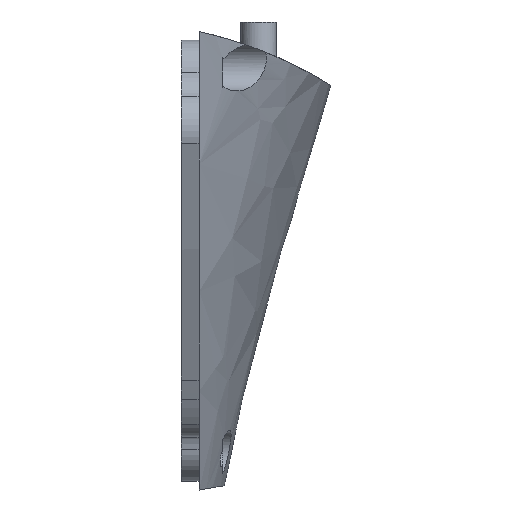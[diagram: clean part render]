
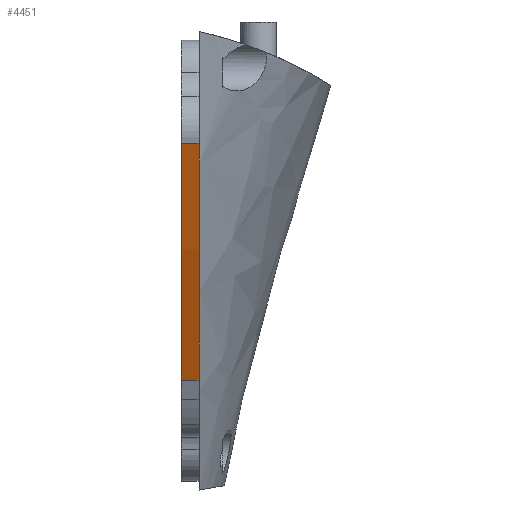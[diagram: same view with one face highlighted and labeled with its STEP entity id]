
A CAD part, front view. The second image highlights one B-rep face of the part: STEP entity #4451.
In plain terms, the highlighted free-form (B-spline) face has degree [3, 1] with [8, 2] control points.
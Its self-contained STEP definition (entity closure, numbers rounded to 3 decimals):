
#32 = ORIENTED_EDGE ( 'NONE', *, *, #231, .F. ) ;
#37 = CARTESIAN_POINT ( 'NONE',  ( 12., -27.398, -58.584 ) ) ;
#231 = EDGE_CURVE ( 'NONE', #3635, #3566, #882, .T. ) ;
#370 = CARTESIAN_POINT ( 'NONE',  ( 12., -42.383, -23.868 ) ) ;
#416 = VECTOR ( 'NONE', #2117, 1000. ) ;
#489 = CARTESIAN_POINT ( 'NONE',  ( 12., -35.629, -40.687 ) ) ;
#556 = CARTESIAN_POINT ( 'NONE',  ( 12., -36.419, -38.868 ) ) ;
#678 = CARTESIAN_POINT ( 'NONE',  ( 15., -43.553, -20.445 ) ) ;
#719 = EDGE_CURVE ( 'NONE', #2588, #3822, #1565, .T. ) ;
#724 = CARTESIAN_POINT ( 'NONE',  ( 15., -29.702, -53.823 ) ) ;
#776 = CARTESIAN_POINT ( 'NONE',  ( 12., -31.191, -50.556 ) ) ;
#793 = CARTESIAN_POINT ( 'NONE',  ( 12., -31.125, -50.698 ) ) ;
#839 = ORIENTED_EDGE ( 'NONE', *, *, #4310, .F. ) ;
#859 = CARTESIAN_POINT ( 'NONE',  ( 12., -39.536, -31.311 ) ) ;
#875 = CARTESIAN_POINT ( 'NONE',  ( 12., -35.046, -42.023 ) ) ;
#882 = LINE ( 'NONE', #3655, #416 ) ;
#908 = CARTESIAN_POINT ( 'NONE',  ( 12., -41.166, -27.169 ) ) ;
#1037 = CARTESIAN_POINT ( 'NONE',  ( 15., -37.091, -37.321 ) ) ;
#1107 = CARTESIAN_POINT ( 'NONE',  ( 12., -26.552, -60.333 ) ) ;
#1165 = CARTESIAN_POINT ( 'NONE',  ( 12., -34.429, -43.424 ) ) ;
#1207 = CARTESIAN_POINT ( 'NONE',  ( 12., -39.789, -30.671 ) ) ;
#1213 = CARTESIAN_POINT ( 'NONE',  ( 12., -43.553, -20.445 ) ) ;
#1239 = CARTESIAN_POINT ( 'NONE',  ( 12., -38.695, -33.412 ) ) ;
#1397 = B_SPLINE_CURVE_WITH_KNOTS ( 'NONE', 3,
 ( #3415, #37, #3799, #4544, #3057, #4474, #2610, #793, #3437, #1491, #776, #4108, #3387, #1512, #1165, #875, #4577, #3109, #2328, #4593, #489, #3888, #2759, #556, #3144, #1239, #3075, #859, #2727, #3506, #4271, #1207, #1964, #3871, #908, #3815, #1584 ),
 .UNSPECIFIED., .F., .F.,
 ( 4, 1, 1, 1, 1, 1, 1, 1, 2, 2, 1, 1, 1, 1, 1, 1, 1, 2, 2, 1, 1, 1, 1, 1, 1, 1, 2, 2, 4 ),
 ( 0., 0.125, 0.187, 0.219, 0.234, 0.242, 0.246, 0.248, 0.249, 0.25, 0.375, 0.437, 0.469, 0.484, 0.492, 0.496, 0.498, 0.499, 0.5, 0.625, 0.687, 0.719, 0.734, 0.742, 0.746, 0.748, 0.749, 0.75, 1. ),
 .UNSPECIFIED. ) ;
#1442 = CARTESIAN_POINT ( 'NONE',  ( 12., -32.769, -47.272 ) ) ;
#1454 = CARTESIAN_POINT ( 'NONE',  ( 15., -26.552, -60.333 ) ) ;
#1491 = CARTESIAN_POINT ( 'NONE',  ( 12., -31.18, -50.579 ) ) ;
#1512 = CARTESIAN_POINT ( 'NONE',  ( 12., -33.157, -46.276 ) ) ;
#1565 = LINE ( 'NONE', #3869, #2836 ) ;
#1584 = CARTESIAN_POINT ( 'NONE',  ( 12., -43.553, -20.445 ) ) ;
#1804 = CARTESIAN_POINT ( 'NONE',  ( 15., -29.702, -53.823 ) ) ;
#1867 = CARTESIAN_POINT ( 'NONE',  ( 15., -42.383, -23.868 ) ) ;
#1964 = CARTESIAN_POINT ( 'NONE',  ( 12., -39.798, -30.647 ) ) ;
#2024 = EDGE_CURVE ( 'NONE', #3635, #2588, #2392, .T. ) ;
#2108 = CARTESIAN_POINT ( 'NONE',  ( 15., -26.552, -60.333 ) ) ;
#2117 = DIRECTION ( 'NONE',  ( -1., 0., 0. ) ) ;
#2198 = CARTESIAN_POINT ( 'NONE',  ( 15., -38.485, -33.985 ) ) ;
#2227 = CARTESIAN_POINT ( 'NONE',  ( 12., -43.553, -20.445 ) ) ;
#2328 = CARTESIAN_POINT ( 'NONE',  ( 12., -35.575, -40.81 ) ) ;
#2392 = B_SPLINE_CURVE_WITH_KNOTS ( 'NONE', 3,
 ( #2108, #1804, #2909, #1037, #3269, #4423, #3641, #4722 ),
 .UNSPECIFIED., .F., .F.,
 ( 4, 2, 2, 4 ),
 ( 0., 0.5, 0.75, 1. ),
 .UNSPECIFIED. ) ;
#2568 = CARTESIAN_POINT ( 'NONE',  ( 15., -41.131, -27.259 ) ) ;
#2588 = VERTEX_POINT ( 'NONE', #678 ) ;
#2610 = CARTESIAN_POINT ( 'NONE',  ( 12., -31.048, -50.865 ) ) ;
#2704 = CARTESIAN_POINT ( 'NONE',  ( 12., -26.552, -60.333 ) ) ;
#2727 = CARTESIAN_POINT ( 'NONE',  ( 12., -39.672, -30.966 ) ) ;
#2759 = CARTESIAN_POINT ( 'NONE',  ( 12., -35.644, -40.652 ) ) ;
#2808 = B_SPLINE_SURFACE_WITH_KNOTS ( 'NONE', 3, 1, ( 
 ( #1454, #1107 ),
 ( #724, #4075 ),
 ( #3346, #1442 ),
 ( #4441, #3727 ),
 ( #2198, #4103 ),
 ( #2568, #4812 ),
 ( #1867, #370 ),
 ( #2980, #2227 ) ),
 .UNSPECIFIED., .F., .F., .F.,
 ( 4, 2, 2, 4 ),
 ( 2, 2 ),
 ( 0., 0.5, 0.75, 1. ),
 ( 0., 1. ),
 .UNSPECIFIED. ) ;
#2836 = VECTOR ( 'NONE', #4246, 1000. ) ;
#2880 = ORIENTED_EDGE ( 'NONE', *, *, #719, .T. ) ;
#2909 = CARTESIAN_POINT ( 'NONE',  ( 15., -32.769, -47.272 ) ) ;
#2941 = FACE_OUTER_BOUND ( 'NONE', #4273, .T. ) ;
#2980 = CARTESIAN_POINT ( 'NONE',  ( 15., -43.553, -20.445 ) ) ;
#3057 = CARTESIAN_POINT ( 'NONE',  ( 12., -30.579, -51.873 ) ) ;
#3075 = CARTESIAN_POINT ( 'NONE',  ( 12., -39.26, -32.006 ) ) ;
#3109 = CARTESIAN_POINT ( 'NONE',  ( 12., -35.5, -40.982 ) ) ;
#3144 = CARTESIAN_POINT ( 'NONE',  ( 12., -37.515, -36.289 ) ) ;
#3269 = CARTESIAN_POINT ( 'NONE',  ( 15., -38.485, -33.985 ) ) ;
#3346 = CARTESIAN_POINT ( 'NONE',  ( 15., -32.769, -47.272 ) ) ;
#3387 = CARTESIAN_POINT ( 'NONE',  ( 12., -32.001, -48.807 ) ) ;
#3415 = CARTESIAN_POINT ( 'NONE',  ( 12., -26.552, -60.333 ) ) ;
#3437 = CARTESIAN_POINT ( 'NONE',  ( 12., -31.163, -50.615 ) ) ;
#3506 = CARTESIAN_POINT ( 'NONE',  ( 12., -39.74, -30.794 ) ) ;
#3566 = VERTEX_POINT ( 'NONE', #2704 ) ;
#3576 = ORIENTED_EDGE ( 'NONE', *, *, #2024, .T. ) ;
#3635 = VERTEX_POINT ( 'NONE', #4679 ) ;
#3641 = CARTESIAN_POINT ( 'NONE',  ( 15., -42.383, -23.868 ) ) ;
#3655 = CARTESIAN_POINT ( 'NONE',  ( 15., -26.552, -60.333 ) ) ;
#3727 = CARTESIAN_POINT ( 'NONE',  ( 12., -37.091, -37.321 ) ) ;
#3799 = CARTESIAN_POINT ( 'NONE',  ( 12., -28.615, -56.047 ) ) ;
#3815 = CARTESIAN_POINT ( 'NONE',  ( 12., -42.415, -23.776 ) ) ;
#3822 = VERTEX_POINT ( 'NONE', #1213 ) ;
#3869 = CARTESIAN_POINT ( 'NONE',  ( 15., -43.553, -20.445 ) ) ;
#3871 = CARTESIAN_POINT ( 'NONE',  ( 12., -39.803, -30.636 ) ) ;
#3888 = CARTESIAN_POINT ( 'NONE',  ( 12., -35.64, -40.662 ) ) ;
#4075 = CARTESIAN_POINT ( 'NONE',  ( 12., -29.702, -53.823 ) ) ;
#4103 = CARTESIAN_POINT ( 'NONE',  ( 12., -38.485, -33.985 ) ) ;
#4108 = CARTESIAN_POINT ( 'NONE',  ( 12., -31.196, -50.545 ) ) ;
#4246 = DIRECTION ( 'NONE',  ( -1., 0., 0. ) ) ;
#4271 = CARTESIAN_POINT ( 'NONE',  ( 12., -39.774, -30.708 ) ) ;
#4273 = EDGE_LOOP ( 'NONE', ( #839, #32, #3576, #2880 ) ) ;
#4310 = EDGE_CURVE ( 'NONE', #3566, #3822, #1397, .T. ) ;
#4423 = CARTESIAN_POINT ( 'NONE',  ( 15., -41.131, -27.259 ) ) ;
#4441 = CARTESIAN_POINT ( 'NONE',  ( 15., -37.091, -37.321 ) ) ;
#4451 = ADVANCED_FACE ( 'NONE', ( #2941 ), #2808, .T. ) ;
#4474 = CARTESIAN_POINT ( 'NONE',  ( 12., -30.892, -51.199 ) ) ;
#4544 = CARTESIAN_POINT ( 'NONE',  ( 12., -29.94, -53.239 ) ) ;
#4577 = CARTESIAN_POINT ( 'NONE',  ( 12., -35.35, -41.328 ) ) ;
#4593 = CARTESIAN_POINT ( 'NONE',  ( 12., -35.613, -40.724 ) ) ;
#4679 = CARTESIAN_POINT ( 'NONE',  ( 15., -26.552, -60.333 ) ) ;
#4722 = CARTESIAN_POINT ( 'NONE',  ( 15., -43.553, -20.445 ) ) ;
#4812 = CARTESIAN_POINT ( 'NONE',  ( 12., -41.131, -27.259 ) ) ;
